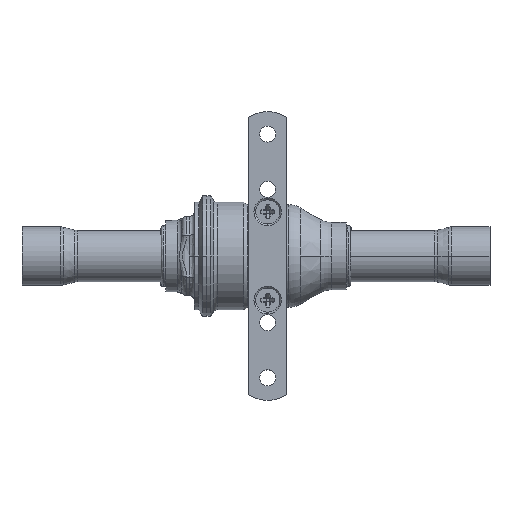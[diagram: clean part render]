
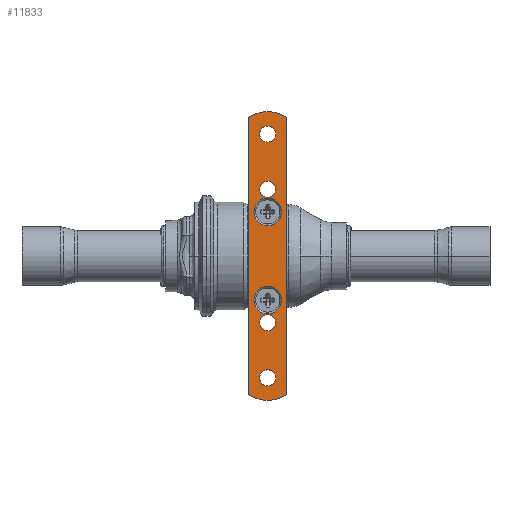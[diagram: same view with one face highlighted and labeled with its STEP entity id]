
A CAD part, top view. The second image highlights one B-rep face of the part: STEP entity #11833.
In plain terms, the highlighted planar face has unit normal (0, 0, 1).
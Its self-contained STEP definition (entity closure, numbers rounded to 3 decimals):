
#11444=CARTESIAN_POINT('',(-34.,0.,2.5));
#11445=DIRECTION('',(0.,0.,1.));
#11446=DIRECTION('',(-0.838,0.545,0.));
#11447=AXIS2_PLACEMENT_3D('',#11444,#11445,#11446);
#11449=DIRECTION('',(-1.,0.,0.));
#11450=VECTOR('',#11449,86.439);
#11451=CARTESIAN_POINT('',(43.22,6.,2.5));
#11452=LINE('',#11451,#11450);
#11453=CARTESIAN_POINT('',(34.,0.,2.5));
#11454=DIRECTION('',(0.,0.,1.));
#11455=DIRECTION('',(0.838,-0.545,0.));
#11456=AXIS2_PLACEMENT_3D('',#11453,#11454,#11455);
#11458=DIRECTION('',(1.,0.,0.));
#11459=VECTOR('',#11458,86.439);
#11460=CARTESIAN_POINT('',(-43.22,-6.,2.5));
#11461=LINE('',#11460,#11459);
#11462=CARTESIAN_POINT('',(-38.,0.03,2.5));
#11463=DIRECTION('',(0.,0.,-1.));
#11464=DIRECTION('',(-1.,0.,0.));
#11465=AXIS2_PLACEMENT_3D('',#11462,#11463,#11464);
#11467=CARTESIAN_POINT('',(-38.,0.03,2.5));
#11468=DIRECTION('',(0.,0.,-1.));
#11469=DIRECTION('',(1.,0.,0.));
#11470=AXIS2_PLACEMENT_3D('',#11467,#11468,#11469);
#11472=CARTESIAN_POINT('',(38.,0.03,2.5));
#11473=DIRECTION('',(0.,0.,1.));
#11474=DIRECTION('',(1.,0.,0.));
#11475=AXIS2_PLACEMENT_3D('',#11472,#11473,#11474);
#11477=CARTESIAN_POINT('',(38.,0.03,2.5));
#11478=DIRECTION('',(0.,0.,1.));
#11479=DIRECTION('',(-1.,0.,0.));
#11480=AXIS2_PLACEMENT_3D('',#11477,#11478,#11479);
#11482=CARTESIAN_POINT('',(-20.75,0.,2.5));
#11483=DIRECTION('',(0.,0.,-1.));
#11484=DIRECTION('',(-1.,0.,0.));
#11485=AXIS2_PLACEMENT_3D('',#11482,#11483,#11484);
#11487=CARTESIAN_POINT('',(-20.75,0.,2.5));
#11488=DIRECTION('',(0.,0.,-1.));
#11489=DIRECTION('',(1.,0.,0.));
#11490=AXIS2_PLACEMENT_3D('',#11487,#11488,#11489);
#11492=CARTESIAN_POINT('',(20.75,0.,2.5));
#11493=DIRECTION('',(0.,0.,1.));
#11494=DIRECTION('',(1.,0.,0.));
#11495=AXIS2_PLACEMENT_3D('',#11492,#11493,#11494);
#11497=CARTESIAN_POINT('',(20.75,0.,2.5));
#11498=DIRECTION('',(0.,0.,1.));
#11499=DIRECTION('',(-1.,0.,0.));
#11500=AXIS2_PLACEMENT_3D('',#11497,#11498,#11499);
#11502=CARTESIAN_POINT('',(-13.75,0.,2.5));
#11503=DIRECTION('',(0.,0.,-1.));
#11504=DIRECTION('',(-1.,0.,0.));
#11505=AXIS2_PLACEMENT_3D('',#11502,#11503,#11504);
#11507=CARTESIAN_POINT('',(-13.75,0.,2.5));
#11508=DIRECTION('',(0.,0.,-1.));
#11509=DIRECTION('',(1.,0.,0.));
#11510=AXIS2_PLACEMENT_3D('',#11507,#11508,#11509);
#11512=CARTESIAN_POINT('',(13.75,0.,2.5));
#11513=DIRECTION('',(0.,0.,1.));
#11514=DIRECTION('',(1.,0.,0.));
#11515=AXIS2_PLACEMENT_3D('',#11512,#11513,#11514);
#11517=CARTESIAN_POINT('',(13.75,0.,2.5));
#11518=DIRECTION('',(0.,0.,1.));
#11519=DIRECTION('',(-1.,0.,0.));
#11520=AXIS2_PLACEMENT_3D('',#11517,#11518,#11519);
#11614=CARTESIAN_POINT('',(-43.22,6.,2.5));
#11615=CARTESIAN_POINT('',(-43.22,-6.,2.5));
#11616=VERTEX_POINT('',#11614);
#11617=VERTEX_POINT('',#11615);
#11618=CARTESIAN_POINT('',(43.22,-6.,2.5));
#11619=VERTEX_POINT('',#11618);
#11620=CARTESIAN_POINT('',(43.22,6.,2.5));
#11621=VERTEX_POINT('',#11620);
#11626=CARTESIAN_POINT('',(-40.5,0.03,2.5));
#11627=CARTESIAN_POINT('',(-35.5,0.03,2.5));
#11628=VERTEX_POINT('',#11626);
#11629=VERTEX_POINT('',#11627);
#11630=CARTESIAN_POINT('',(40.5,0.03,2.5));
#11632=VERTEX_POINT('',#11630);
#11634=CARTESIAN_POINT('',(35.5,0.03,2.5));
#11636=VERTEX_POINT('',#11634);
#11642=CARTESIAN_POINT('',(-23.25,0.,2.5));
#11643=CARTESIAN_POINT('',(-18.25,0.,2.5));
#11644=VERTEX_POINT('',#11642);
#11645=VERTEX_POINT('',#11643);
#11646=CARTESIAN_POINT('',(23.25,0.,2.5));
#11648=VERTEX_POINT('',#11646);
#11650=CARTESIAN_POINT('',(18.25,0.,2.5));
#11652=VERTEX_POINT('',#11650);
#11662=CARTESIAN_POINT('',(-18.05,0.,2.5));
#11663=CARTESIAN_POINT('',(-9.45,0.,2.5));
#11664=VERTEX_POINT('',#11662);
#11665=VERTEX_POINT('',#11663);
#11670=CARTESIAN_POINT('',(18.05,0.,2.5));
#11672=VERTEX_POINT('',#11670);
#11674=CARTESIAN_POINT('',(9.45,0.,2.5));
#11676=VERTEX_POINT('',#11674);
#11786=CARTESIAN_POINT('',(0.,0.,2.5));
#11787=DIRECTION('',(0.,0.,1.));
#11788=DIRECTION('',(1.,0.,0.));
#11789=AXIS2_PLACEMENT_3D('',#11786,#11787,#11788);
#11790=PLANE('',#11789);
#11791=ORIENTED_EDGE('',*,*,#11738,.F.);
#11792=ORIENTED_EDGE('',*,*,#11753,.F.);
#11793=ORIENTED_EDGE('',*,*,#11767,.F.);
#11794=ORIENTED_EDGE('',*,*,#11780,.F.);
#11795=EDGE_LOOP('',(#11791,#11792,#11793,#11794));
#11796=FACE_OUTER_BOUND('',#11795,.F.);
#11798=ORIENTED_EDGE('',*,*,#11797,.F.);
#11800=ORIENTED_EDGE('',*,*,#11799,.F.);
#11801=EDGE_LOOP('',(#11798,#11800));
#11802=FACE_BOUND('',#11801,.F.);
#11804=ORIENTED_EDGE('',*,*,#11803,.T.);
#11806=ORIENTED_EDGE('',*,*,#11805,.T.);
#11807=EDGE_LOOP('',(#11804,#11806));
#11808=FACE_BOUND('',#11807,.F.);
#11810=ORIENTED_EDGE('',*,*,#11809,.F.);
#11812=ORIENTED_EDGE('',*,*,#11811,.F.);
#11813=EDGE_LOOP('',(#11810,#11812));
#11814=FACE_BOUND('',#11813,.F.);
#11816=ORIENTED_EDGE('',*,*,#11815,.T.);
#11818=ORIENTED_EDGE('',*,*,#11817,.T.);
#11819=EDGE_LOOP('',(#11816,#11818));
#11820=FACE_BOUND('',#11819,.F.);
#11822=ORIENTED_EDGE('',*,*,#11821,.F.);
#11824=ORIENTED_EDGE('',*,*,#11823,.F.);
#11825=EDGE_LOOP('',(#11822,#11824));
#11826=FACE_BOUND('',#11825,.F.);
#11828=ORIENTED_EDGE('',*,*,#11827,.T.);
#11830=ORIENTED_EDGE('',*,*,#11829,.T.);
#11831=EDGE_LOOP('',(#11828,#11830));
#11832=FACE_BOUND('',#11831,.F.);
#11833=ADVANCED_FACE('',(#11796,#11802,#11808,#11814,#11820,#11826,#11832),
#11790,.T.);
#11448=CIRCLE('',#11447,11.);
#11457=CIRCLE('',#11456,11.);
#11466=CIRCLE('',#11465,2.5);
#11471=CIRCLE('',#11470,2.5);
#11476=CIRCLE('',#11475,2.5);
#11481=CIRCLE('',#11480,2.5);
#11486=CIRCLE('',#11485,2.5);
#11491=CIRCLE('',#11490,2.5);
#11496=CIRCLE('',#11495,2.5);
#11501=CIRCLE('',#11500,2.5);
#11506=CIRCLE('',#11505,4.3);
#11511=CIRCLE('',#11510,4.3);
#11516=CIRCLE('',#11515,4.3);
#11521=CIRCLE('',#11520,4.3);
#11738=EDGE_CURVE('',#11616,#11617,#11448,.T.);
#11753=EDGE_CURVE('',#11621,#11616,#11452,.T.);
#11767=EDGE_CURVE('',#11619,#11621,#11457,.T.);
#11780=EDGE_CURVE('',#11617,#11619,#11461,.T.);
#11797=EDGE_CURVE('',#11628,#11629,#11466,.T.);
#11799=EDGE_CURVE('',#11629,#11628,#11471,.T.);
#11803=EDGE_CURVE('',#11632,#11636,#11476,.T.);
#11805=EDGE_CURVE('',#11636,#11632,#11481,.T.);
#11809=EDGE_CURVE('',#11644,#11645,#11486,.T.);
#11811=EDGE_CURVE('',#11645,#11644,#11491,.T.);
#11815=EDGE_CURVE('',#11648,#11652,#11496,.T.);
#11817=EDGE_CURVE('',#11652,#11648,#11501,.T.);
#11821=EDGE_CURVE('',#11664,#11665,#11506,.T.);
#11823=EDGE_CURVE('',#11665,#11664,#11511,.T.);
#11827=EDGE_CURVE('',#11672,#11676,#11516,.T.);
#11829=EDGE_CURVE('',#11676,#11672,#11521,.T.);
